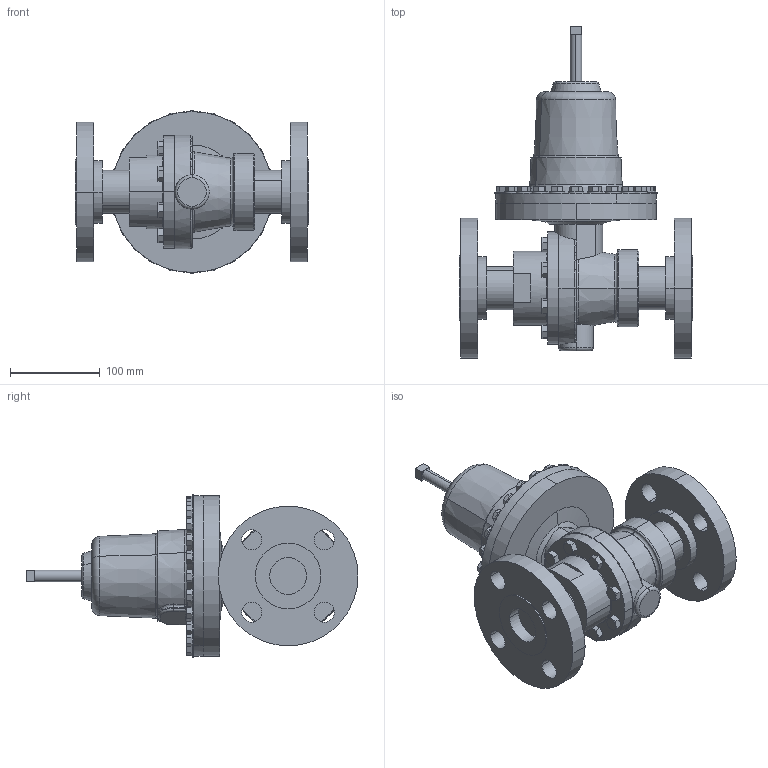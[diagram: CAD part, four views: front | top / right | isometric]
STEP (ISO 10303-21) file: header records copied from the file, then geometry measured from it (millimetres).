
FILE_DESCRIPTION (( 'STEP AP214' ), '1' );
FILE_NAME ('601-150-CS+S6-I3.STEP', '2017-07-25T18:40:24', ( '' ), ( '' ), 'SwSTEP 2.0', 'SolidWorks 2014', '' );
FILE_SCHEMA (( 'AUTOMOTIVE_DESIGN' ));
Length unit declared in the file: inch
Products named in the file (1): 601-150-CS+S6-I3
Bounding box: 260.35 x 369.95 x 181 mm (x, y, z)
Volume: 3540419.8 mm3; surface area: 286444.4 mm2
Topology: 1 solids, 1 shells, 678 faces, 1578 edges, 952 vertices
Faces by surface type: plane 318, cone 209, cylinder 110, torus 28, bspline 11, sphere 2
Entity records: 23420 total; most frequent: CARTESIAN_POINT 6230, ORIENTED_EDGE 3156, DIRECTION 3098, EDGE_CURVE 1578, AXIS2_PLACEMENT_3D 1277, VERTEX_POINT 952, EDGE_LOOP 744, ADVANCED_FACE 678
